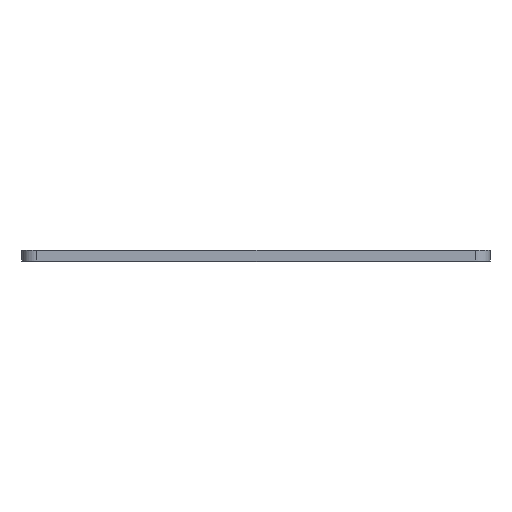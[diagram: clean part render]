
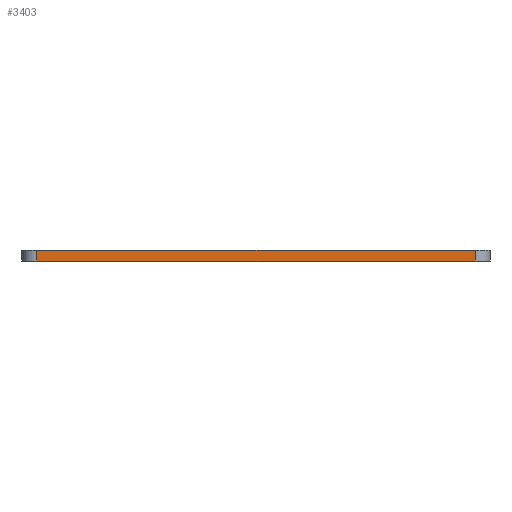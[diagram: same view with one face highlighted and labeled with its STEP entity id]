
A CAD part, left-side view. The second image highlights one B-rep face of the part: STEP entity #3403.
In plain terms, the highlighted planar face has unit normal (-1, 0, 0).
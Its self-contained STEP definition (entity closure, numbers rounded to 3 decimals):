
#212=PLANE('',#3732);
#317=FACE_OUTER_BOUND('',#558,.T.);
#558=EDGE_LOOP('',(#2711,#2712,#2713,#2714));
#1079=LINE('',#5582,#1359);
#1080=LINE('',#5587,#1360);
#1082=LINE('',#5593,#1362);
#1083=LINE('',#5594,#1363);
#1359=VECTOR('',#4497,10.);
#1360=VECTOR('',#4504,10.);
#1362=VECTOR('',#4510,10.);
#1363=VECTOR('',#4511,10.);
#1668=VERTEX_POINT('',#5576);
#1669=VERTEX_POINT('',#5580);
#1670=VERTEX_POINT('',#5586);
#1672=VERTEX_POINT('',#5592);
#2048=EDGE_CURVE('',#1669,#1668,#1079,.T.);
#2050=EDGE_CURVE('',#1668,#1670,#1080,.T.);
#2053=EDGE_CURVE('',#1672,#1669,#1082,.T.);
#2054=EDGE_CURVE('',#1670,#1672,#1083,.T.);
#2711=ORIENTED_EDGE('',*,*,#2048,.F.);
#2712=ORIENTED_EDGE('',*,*,#2053,.F.);
#2713=ORIENTED_EDGE('',*,*,#2054,.F.);
#2714=ORIENTED_EDGE('',*,*,#2050,.F.);
#3403=ADVANCED_FACE('',(#317),#212,.T.);
#3732=AXIS2_PLACEMENT_3D('',#5591,#4508,#4509);
#4497=DIRECTION('',(0.,1.,0.));
#4504=DIRECTION('',(0.,0.,1.));
#4508=DIRECTION('center_axis',(-1.,0.,0.));
#4509=DIRECTION('ref_axis',(0.,-1.,0.));
#4510=DIRECTION('',(0.,0.,-1.));
#4511=DIRECTION('',(0.,-1.,0.));
#5576=CARTESIAN_POINT('',(-120.,117.,0.5));
#5580=CARTESIAN_POINT('',(-120.,-117.,0.5));
#5582=CARTESIAN_POINT('',(-120.,62.5,0.5));
#5586=CARTESIAN_POINT('',(-120.,117.,6.35));
#5587=CARTESIAN_POINT('',(-120.,117.,0.));
#5591=CARTESIAN_POINT('Origin',(-120.,125.,0.));
#5592=CARTESIAN_POINT('',(-120.,-117.,6.35));
#5593=CARTESIAN_POINT('',(-120.,-117.,0.));
#5594=CARTESIAN_POINT('',(-120.,125.,6.35));
